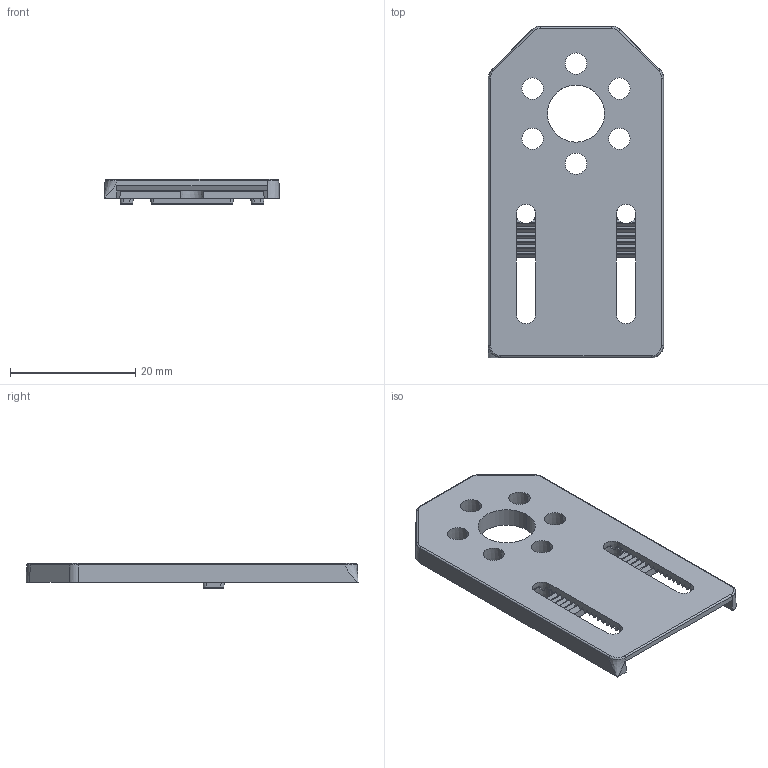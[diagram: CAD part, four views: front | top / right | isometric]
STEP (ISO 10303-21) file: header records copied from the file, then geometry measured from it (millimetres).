
FILE_DESCRIPTION (( 'STEP AP203' ), '1' );
FILE_NAME ('REV-41-1313.STEP', '2017-06-12T17:58:42', ( '' ), ( '' ), 'SwSTEP 2.0', 'SolidWorks 2016', '' );
FILE_SCHEMA (( 'CONFIG_CONTROL_DESIGN' ));
Length unit declared in the file: millimetre
Products named in the file (3): REV-41-1313; REV-41-1313-2; REV-41-1313-1
Assembly tree (2 placements, depth 2):
  REV-41-1313
    REV-41-1313-1
    REV-41-1313-2
Bounding box: 28 x 53 x 4 mm (x, y, z)
Volume: 3061.7 mm3; surface area: 4866.5 mm2
Topology: 2 solids, 2 shells, 481 faces, 1402 edges, 917 vertices
Faces by surface type: plane 395, bspline 38, cone 28, cylinder 20
Entity records: 17328 total; most frequent: CARTESIAN_POINT 4744, ORIENTED_EDGE 2802, DIRECTION 2250, EDGE_CURVE 1401, LINE 1072, VECTOR 1072, VERTEX_POINT 917, AXIS2_PLACEMENT_3D 589
